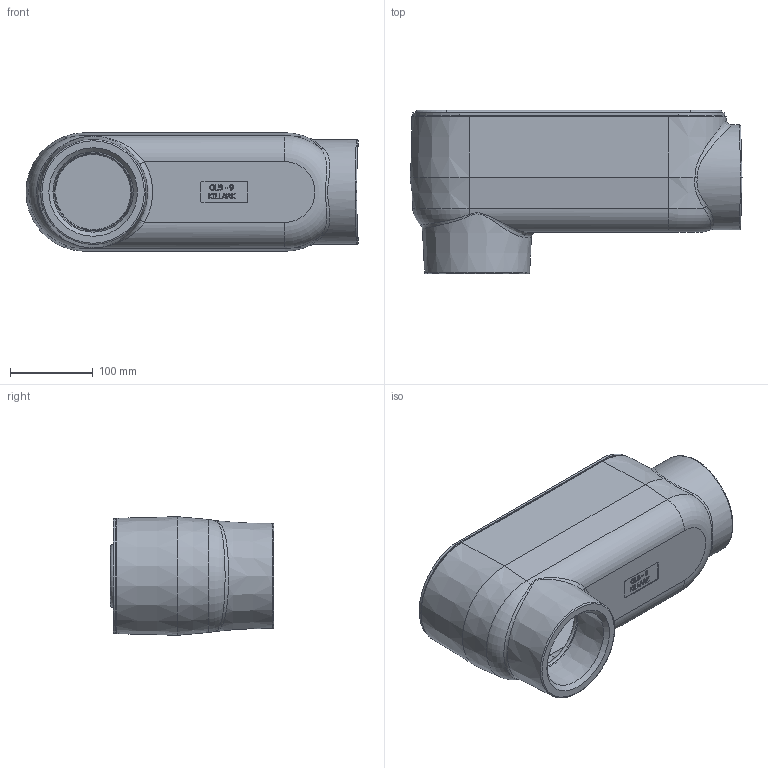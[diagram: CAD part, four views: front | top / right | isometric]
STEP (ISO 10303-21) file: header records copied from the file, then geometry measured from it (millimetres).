
FILE_DESCRIPTION(/* description */ (''),/* implementation_level */ '2;1');
FILE_NAME(/* name */ 'KIL_SOLB-9.stp',/* time_stamp */ '2020-09-29T18:26:24+06:00',/* author */ ('lsugumaran'),/* organization */ (''),/* preprocessor_version */ 'ST-DEVELOPER v18',/* originating_system */ 'Autodesk Inventor 2020',/* authorisation */ '');
FILE_SCHEMA (('AUTOMOTIVE_DESIGN { 1 0 10303 214 3 1 1 }'));
Length unit declared in the file: inch
Products named in the file (4): SOLB-9; OLB-9; 03643; 0243875B
Assembly tree (3 placements, depth 2):
  SOLB-9
    OLB-9
    03643
    0243875B
Bounding box: 401.96 x 197.64 x 143.52 mm (x, y, z)
Volume: 1608536.5 mm3; surface area: 562899 mm2
Topology: 3 solids, 3 shells, 1617 faces, 4376 edges, 2902 vertices
Faces by surface type: plane 772, bspline 731, cylinder 67, cone 29, torus 18
Full cylindrical faces by diameter (mm): 1.772 x2, 2.115 x2, 6.579 x2, 9.525 x4, 15.526 x2, 19.05 x2, 127 x1
Entity records: 56081 total; most frequent: CARTESIAN_POINT 20049, ORIENTED_EDGE 8748, DIRECTION 4932, EDGE_CURVE 4374, VERTEX_POINT 2902, LINE 2616, VECTOR 2616, EDGE_LOOP 1768
